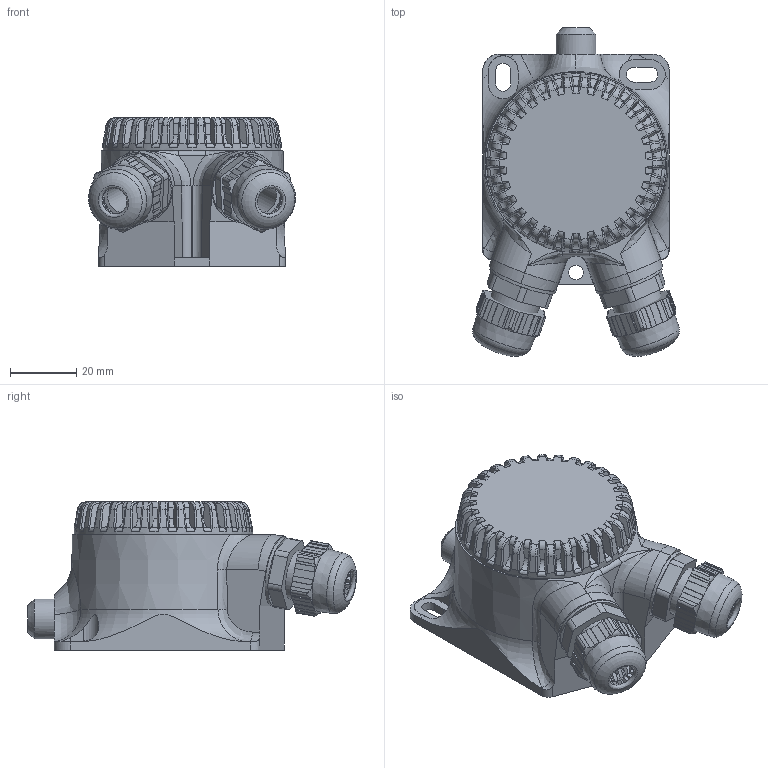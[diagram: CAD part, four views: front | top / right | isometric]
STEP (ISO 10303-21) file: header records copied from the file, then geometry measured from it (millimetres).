
FILE_DESCRIPTION(('STEP AP214'), '1');
FILE_NAME('栖闉罻10', '', ('UNSPECIFIED'), ('UNSPECIFIED'), 'C3D Converter', 'C3D Toolkit', '');
FILE_SCHEMA(('AUTOMOTIVE_DESIGN { 1 0 10303 214 3 1 1}'));
Length unit declared in the file: millimetre
Products named in the file (8): Сборка10
Assembly tree (10 placements, depth 3):
  Сборка10
    (unnamed)
      (unnamed)
      (unnamed)
      (unnamed)
    (unnamed)
      (unnamed)
      (unnamed)
      (unnamed)
    (unnamed)
    (unnamed)
Bounding box: 62.54 x 99.4 x 45 mm (x, y, z)
Volume: 54038.3 mm3; surface area: 47868.6 mm2
Topology: 8 solids, 10 shells, 1071 faces, 2864 edges, 1828 vertices
Faces by surface type: plane 405, bspline 338, cylinder 220, torus 60, cone 44, sphere 4
Full cylindrical faces by diameter (mm): 4.5 x1, 5 x2, 6 x1, 7 x2, 10 x2, 12 x1, 12.5 x2, 15 x4, 16 x4, 21 x2, 46.5 x1, 48.5 x1, 50.5 x1
Entity records: 57769 total; most frequent: CARTESIAN_POINT 32613, ORIENTED_EDGE 4496, DIRECTION 2612, EDGE_CURVE 2248, VERTEX_POINT 1456, B_SPLINE_CURVE_WITH_KNOTS 962, AXIS2_PLACEMENT_3D 931, EDGE_LOOP 918
